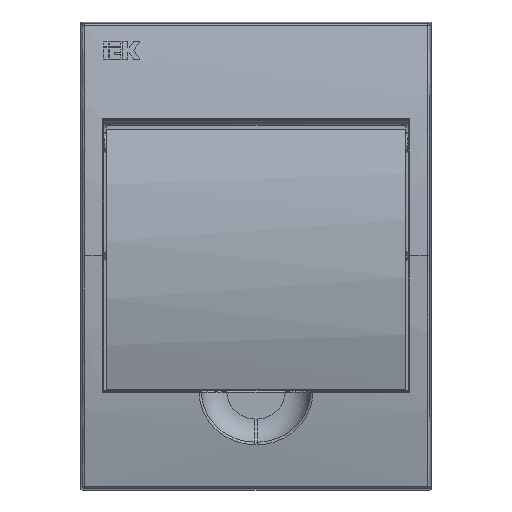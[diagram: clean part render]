
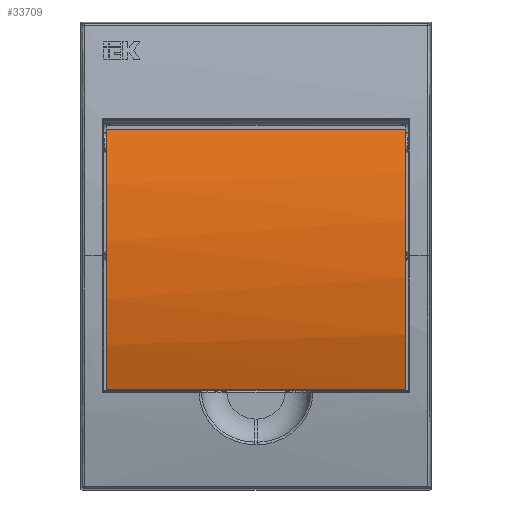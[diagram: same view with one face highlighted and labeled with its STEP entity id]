
A CAD part, top view. The second image highlights one B-rep face of the part: STEP entity #33709.
In plain terms, the highlighted cylindrical face has radius 164.613 mm (diameter 329.225 mm), a partial arc.
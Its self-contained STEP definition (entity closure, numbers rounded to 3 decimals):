
#1706 = CARTESIAN_POINT ( 'NONE',  ( 63.93, -57.168, 85.531 ) ) ;
#2234 = AXIS2_PLACEMENT_3D ( 'NONE', #35020, #35225, #34925 ) ;
#2976 = EDGE_CURVE ( 'NONE', #21139, #11974, #39449, .T. ) ;
#3037 = EDGE_CURVE ( 'NONE', #3737, #21139, #6554, .T. ) ;
#3500 = EDGE_CURVE ( 'NONE', #42091, #3737, #40418, .T. ) ;
#3737 = VERTEX_POINT ( 'NONE', #15643 ) ;
#4982 = EDGE_CURVE ( 'NONE', #11974, #42091, #20275, .T. ) ;
#6554 =( BOUNDED_CURVE ( )  B_SPLINE_CURVE ( 3, ( #35654, #35747, #35695, #35594 ),
 .UNSPECIFIED., .F., .T. ) 
 B_SPLINE_CURVE_WITH_KNOTS ( ( 4, 4 ),
 ( 2.802, 3.491 ),
 .UNSPECIFIED. ) 
 CURVE ( )  GEOMETRIC_REPRESENTATION_ITEM ( )  RATIONAL_B_SPLINE_CURVE ( ( 1., 0.961, 0.961, 1. ) ) 
 REPRESENTATION_ITEM ( '' )  );
#11974 = VERTEX_POINT ( 'NONE', #1706 ) ;
#14151 = FACE_OUTER_BOUND ( 'NONE', #15530, .T. ) ;
#15530 = EDGE_LOOP ( 'NONE', ( #24295, #22022, #20731, #16914 ) ) ;
#15643 = CARTESIAN_POINT ( 'NONE',  ( -63.92, 54.088, 85.783 ) ) ;
#16914 = ORIENTED_EDGE ( 'NONE', *, *, #3500, .T. ) ;
#20275 =( BOUNDED_CURVE ( )  B_SPLINE_CURVE ( 3, ( #39673, #39727, #39762, #39626 ),
 .UNSPECIFIED., .F., .T. ) 
 B_SPLINE_CURVE_WITH_KNOTS ( ( 4, 4 ),
 ( 5.933, 6.623 ),
 .UNSPECIFIED. ) 
 CURVE ( )  GEOMETRIC_REPRESENTATION_ITEM ( )  RATIONAL_B_SPLINE_CURVE ( ( 1., 0.961, 0.961, 1. ) ) 
 REPRESENTATION_ITEM ( '' )  );
#20731 = ORIENTED_EDGE ( 'NONE', *, *, #4982, .T. ) ;
#21139 = VERTEX_POINT ( 'NONE', #33444 ) ;
#22022 = ORIENTED_EDGE ( 'NONE', *, *, #2976, .T. ) ;
#23161 = DIRECTION ( 'NONE',  ( -1., 0., 0. ) ) ;
#23449 = CARTESIAN_POINT ( 'NONE',  ( 64., 54.088, 85.783 ) ) ;
#24295 = ORIENTED_EDGE ( 'NONE', *, *, #3037, .T. ) ;
#30471 = VECTOR ( 'NONE', #37368, 1000. ) ;
#31495 = VECTOR ( 'NONE', #23161, 1000. ) ;
#33444 = CARTESIAN_POINT ( 'NONE',  ( -63.93, -57.168, 85.531 ) ) ;
#33709 = ADVANCED_FACE ( 'NONE', ( #14151 ), #40009, .T. ) ;
#34925 = DIRECTION ( 'NONE',  ( 0., -1., 0. ) ) ;
#35020 = CARTESIAN_POINT ( 'NONE',  ( 64., -1.188, -69.271 ) ) ;
#35225 = DIRECTION ( 'NONE',  ( -1., 0., 0. ) ) ;
#35594 = CARTESIAN_POINT ( 'NONE',  ( -63.93, -57.168, 85.531 ) ) ;
#35654 = CARTESIAN_POINT ( 'NONE',  ( -63.92, 54.088, 85.783 ) ) ;
#35695 = CARTESIAN_POINT ( 'NONE',  ( -63.699, -20.869, 98.658 ) ) ;
#35747 = CARTESIAN_POINT ( 'NONE',  ( -63.695, 17.73, 98.745 ) ) ;
#37315 = CARTESIAN_POINT ( 'NONE',  ( 64., -57.168, 85.531 ) ) ;
#37368 = DIRECTION ( 'NONE',  ( 1., 0., 0. ) ) ;
#38576 = CARTESIAN_POINT ( 'NONE',  ( 63.92, 54.088, 85.783 ) ) ;
#39449 = LINE ( 'NONE', #37315, #30471 ) ;
#39626 = CARTESIAN_POINT ( 'NONE',  ( 63.92, 54.088, 85.783 ) ) ;
#39673 = CARTESIAN_POINT ( 'NONE',  ( 63.93, -57.168, 85.531 ) ) ;
#39727 = CARTESIAN_POINT ( 'NONE',  ( 63.699, -20.869, 98.658 ) ) ;
#39762 = CARTESIAN_POINT ( 'NONE',  ( 63.695, 17.73, 98.745 ) ) ;
#40009 = CYLINDRICAL_SURFACE ( 'NONE', #2234, 164.612 ) ;
#40418 = LINE ( 'NONE', #23449, #31495 ) ;
#42091 = VERTEX_POINT ( 'NONE', #38576 ) ;
